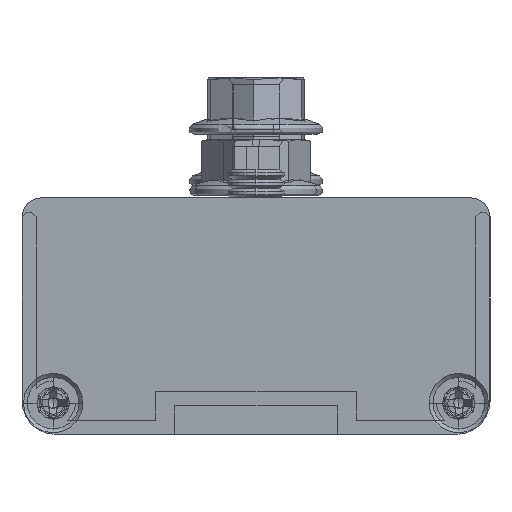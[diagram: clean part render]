
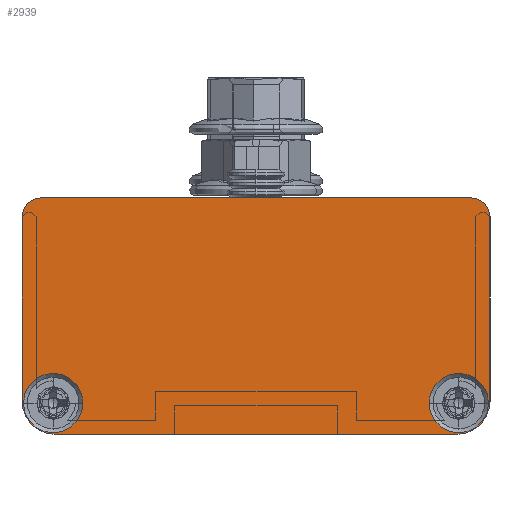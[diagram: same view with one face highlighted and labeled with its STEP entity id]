
A CAD part, front view. The second image highlights one B-rep face of the part: STEP entity #2939.
In plain terms, the highlighted face is planar.
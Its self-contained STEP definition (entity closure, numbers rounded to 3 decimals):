
#25 = DIRECTION ( 'NONE',  ( 0., 0., 1. ) ) ;
#98 = EDGE_CURVE ( 'NONE', #14368, #8561, #654, .T. ) ;
#253 = EDGE_CURVE ( 'NONE', #11059, #13855, #8745, .T. ) ;
#320 = FACE_BOUND ( 'NONE', #12345, .T. ) ;
#654 = CIRCLE ( 'NONE', #4499, 3.5 ) ;
#667 = ORIENTED_EDGE ( 'NONE', *, *, #11225, .F. ) ;
#1329 = CARTESIAN_POINT ( 'NONE',  ( -24.75, 10.5, 3. ) ) ;
#1611 = CARTESIAN_POINT ( 'NONE',  ( -22.75, 10.5, 3. ) ) ;
#1762 = AXIS2_PLACEMENT_3D ( 'NONE', #4671, #25, #7153 ) ;
#2078 = CARTESIAN_POINT ( 'NONE',  ( 18.3, -9.2, 3. ) ) ;
#2166 = CARTESIAN_POINT ( 'NONE',  ( 22.75, 10.5, 3. ) ) ;
#2224 = EDGE_LOOP ( 'NONE', ( #5410, #10828, #8707, #14357, #2536, #10863, #10481, #14695 ) ) ;
#2316 = CARTESIAN_POINT ( 'NONE',  ( 24.75, -12.5, 3. ) ) ;
#2452 = CARTESIAN_POINT ( 'NONE',  ( 21.25, -9., 3. ) ) ;
#2536 = ORIENTED_EDGE ( 'NONE', *, *, #14620, .T. ) ;
#2592 = DIRECTION ( 'NONE',  ( 1., 0., 0. ) ) ;
#2688 = AXIS2_PLACEMENT_3D ( 'NONE', #7117, #11733, #2592 ) ;
#2939 = ADVANCED_FACE ( 'NONE', ( #13900, #320, #7091 ), #3555, .T. ) ;
#3076 = CARTESIAN_POINT ( 'NONE',  ( -21.45, -9.2, 3. ) ) ;
#3166 = VERTEX_POINT ( 'NONE', #1329 ) ;
#3243 = DIRECTION ( 'NONE',  ( 1., 0., 0. ) ) ;
#3266 = DIRECTION ( 'NONE',  ( 1., 0., 0. ) ) ;
#3340 = CARTESIAN_POINT ( 'NONE',  ( 22.75, 12.5, 3. ) ) ;
#3377 = DIRECTION ( 'NONE',  ( 1., 0., 0. ) ) ;
#3555 = PLANE ( 'NONE',  #11811 ) ;
#3633 = CARTESIAN_POINT ( 'NONE',  ( 0., 0., 3. ) ) ;
#3854 = CARTESIAN_POINT ( 'NONE',  ( -24.6, -9.2, 3. ) ) ;
#3876 = CARTESIAN_POINT ( 'NONE',  ( 24.75, -9., 3. ) ) ;
#3980 = EDGE_CURVE ( 'NONE', #8118, #5169, #8235, .T. ) ;
#4288 = CARTESIAN_POINT ( 'NONE',  ( -18.3, -9.2, 3. ) ) ;
#4499 = AXIS2_PLACEMENT_3D ( 'NONE', #2452, #6740, #3266 ) ;
#4620 = CARTESIAN_POINT ( 'NONE',  ( 21.45, -9.2, 3. ) ) ;
#4671 = CARTESIAN_POINT ( 'NONE',  ( -21.45, -9.2, 3. ) ) ;
#4864 = VERTEX_POINT ( 'NONE', #8651 ) ;
#5067 = DIRECTION ( 'NONE',  ( 1., 0., 0. ) ) ;
#5169 = VERTEX_POINT ( 'NONE', #2078 ) ;
#5243 = VECTOR ( 'NONE', #8112, 1000. ) ;
#5280 = EDGE_CURVE ( 'NONE', #11264, #9235, #5726, .T. ) ;
#5285 = VECTOR ( 'NONE', #8603, 1000. ) ;
#5410 = ORIENTED_EDGE ( 'NONE', *, *, #253, .T. ) ;
#5548 = ORIENTED_EDGE ( 'NONE', *, *, #3980, .F. ) ;
#5726 = CIRCLE ( 'NONE', #9598, 3.15 ) ;
#5748 = LINE ( 'NONE', #10383, #5243 ) ;
#5908 = DIRECTION ( 'NONE',  ( 0., 1., 0. ) ) ;
#6036 = AXIS2_PLACEMENT_3D ( 'NONE', #6946, #7943, #3243 ) ;
#6169 = CARTESIAN_POINT ( 'NONE',  ( -21.25, -12.5, 3. ) ) ;
#6402 = VECTOR ( 'NONE', #13418, 1000. ) ;
#6740 = DIRECTION ( 'NONE',  ( 0., 0., 1. ) ) ;
#6901 = AXIS2_PLACEMENT_3D ( 'NONE', #2166, #7988, #3377 ) ;
#6933 = CARTESIAN_POINT ( 'NONE',  ( -22.75, 12.5, 3. ) ) ;
#6946 = CARTESIAN_POINT ( 'NONE',  ( 21.45, -9.2, 3. ) ) ;
#7091 = FACE_OUTER_BOUND ( 'NONE', #2224, .T. ) ;
#7117 = CARTESIAN_POINT ( 'NONE',  ( -21.25, -9., 3. ) ) ;
#7153 = DIRECTION ( 'NONE',  ( 1., 0., 0. ) ) ;
#7293 = ORIENTED_EDGE ( 'NONE', *, *, #11593, .F. ) ;
#7492 = ORIENTED_EDGE ( 'NONE', *, *, #5280, .F. ) ;
#7757 = CIRCLE ( 'NONE', #2688, 3.5 ) ;
#7915 = VECTOR ( 'NONE', #5908, 1000. ) ;
#7943 = DIRECTION ( 'NONE',  ( 0., 0., 1. ) ) ;
#7988 = DIRECTION ( 'NONE',  ( 0., 0., 1. ) ) ;
#7995 = AXIS2_PLACEMENT_3D ( 'NONE', #1611, #10914, #5067 ) ;
#8112 = DIRECTION ( 'NONE',  ( 1., 0., 0. ) ) ;
#8118 = VERTEX_POINT ( 'NONE', #13138 ) ;
#8158 = CARTESIAN_POINT ( 'NONE',  ( 24.75, 10.5, 3. ) ) ;
#8213 = EDGE_CURVE ( 'NONE', #3166, #4864, #11936, .T. ) ;
#8235 = CIRCLE ( 'NONE', #6036, 3.15 ) ;
#8272 = CIRCLE ( 'NONE', #12117, 3.15 ) ;
#8552 = EDGE_CURVE ( 'NONE', #13855, #3166, #10884, .T. ) ;
#8561 = VERTEX_POINT ( 'NONE', #3876 ) ;
#8603 = DIRECTION ( 'NONE',  ( 0., -1., 0. ) ) ;
#8651 = CARTESIAN_POINT ( 'NONE',  ( -24.75, -9., 3. ) ) ;
#8707 = ORIENTED_EDGE ( 'NONE', *, *, #8213, .T. ) ;
#8745 = LINE ( 'NONE', #12220, #6402 ) ;
#8895 = DIRECTION ( 'NONE',  ( 0., 0., 1. ) ) ;
#8920 = EDGE_CURVE ( 'NONE', #4864, #12899, #7757, .T. ) ;
#9235 = VERTEX_POINT ( 'NONE', #4288 ) ;
#9297 = DIRECTION ( 'NONE',  ( 0., 0., 1. ) ) ;
#9598 = AXIS2_PLACEMENT_3D ( 'NONE', #3076, #8895, #14402 ) ;
#9982 = CARTESIAN_POINT ( 'NONE',  ( 21.25, -12.5, 3. ) ) ;
#10383 = CARTESIAN_POINT ( 'NONE',  ( 24.75, -12.5, 3. ) ) ;
#10481 = ORIENTED_EDGE ( 'NONE', *, *, #14084, .T. ) ;
#10530 = CIRCLE ( 'NONE', #6901, 2. ) ;
#10654 = EDGE_LOOP ( 'NONE', ( #7293, #7492 ) ) ;
#10828 = ORIENTED_EDGE ( 'NONE', *, *, #8552, .T. ) ;
#10863 = ORIENTED_EDGE ( 'NONE', *, *, #98, .T. ) ;
#10884 = CIRCLE ( 'NONE', #7995, 2. ) ;
#10914 = DIRECTION ( 'NONE',  ( 0., 0., 1. ) ) ;
#11059 = VERTEX_POINT ( 'NONE', #3340 ) ;
#11225 = EDGE_CURVE ( 'NONE', #5169, #8118, #8272, .T. ) ;
#11264 = VERTEX_POINT ( 'NONE', #3854 ) ;
#11593 = EDGE_CURVE ( 'NONE', #9235, #11264, #13575, .T. ) ;
#11631 = VERTEX_POINT ( 'NONE', #8158 ) ;
#11733 = DIRECTION ( 'NONE',  ( 0., 0., 1. ) ) ;
#11796 = CARTESIAN_POINT ( 'NONE',  ( -24.75, -12.5, 3. ) ) ;
#11811 = AXIS2_PLACEMENT_3D ( 'NONE', #3633, #12775, #12849 ) ;
#11936 = LINE ( 'NONE', #11796, #5285 ) ;
#12117 = AXIS2_PLACEMENT_3D ( 'NONE', #4620, #9297, #12917 ) ;
#12220 = CARTESIAN_POINT ( 'NONE',  ( 24.75, 12.5, 3. ) ) ;
#12345 = EDGE_LOOP ( 'NONE', ( #5548, #667 ) ) ;
#12775 = DIRECTION ( 'NONE',  ( 0., 0., 1. ) ) ;
#12849 = DIRECTION ( 'NONE',  ( 1., 0., 0. ) ) ;
#12899 = VERTEX_POINT ( 'NONE', #6169 ) ;
#12917 = DIRECTION ( 'NONE',  ( 1., 0., 0. ) ) ;
#13138 = CARTESIAN_POINT ( 'NONE',  ( 24.6, -9.2, 3. ) ) ;
#13168 = EDGE_CURVE ( 'NONE', #11631, #11059, #10530, .T. ) ;
#13418 = DIRECTION ( 'NONE',  ( -1., 0., 0. ) ) ;
#13575 = CIRCLE ( 'NONE', #1762, 3.15 ) ;
#13855 = VERTEX_POINT ( 'NONE', #6933 ) ;
#13900 = FACE_BOUND ( 'NONE', #10654, .T. ) ;
#14012 = LINE ( 'NONE', #2316, #7915 ) ;
#14084 = EDGE_CURVE ( 'NONE', #8561, #11631, #14012, .T. ) ;
#14357 = ORIENTED_EDGE ( 'NONE', *, *, #8920, .T. ) ;
#14368 = VERTEX_POINT ( 'NONE', #9982 ) ;
#14402 = DIRECTION ( 'NONE',  ( 1., 0., 0. ) ) ;
#14620 = EDGE_CURVE ( 'NONE', #12899, #14368, #5748, .T. ) ;
#14695 = ORIENTED_EDGE ( 'NONE', *, *, #13168, .T. ) ;
